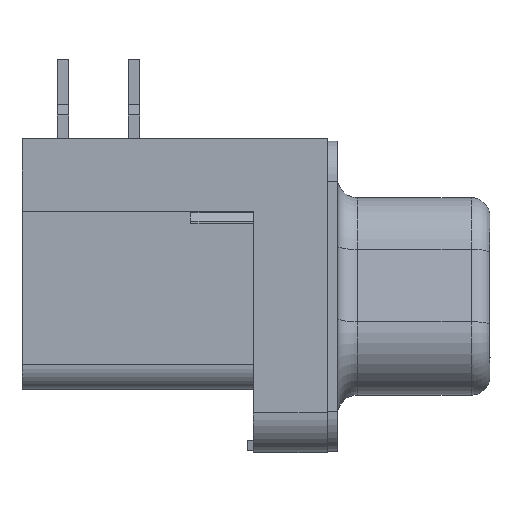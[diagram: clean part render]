
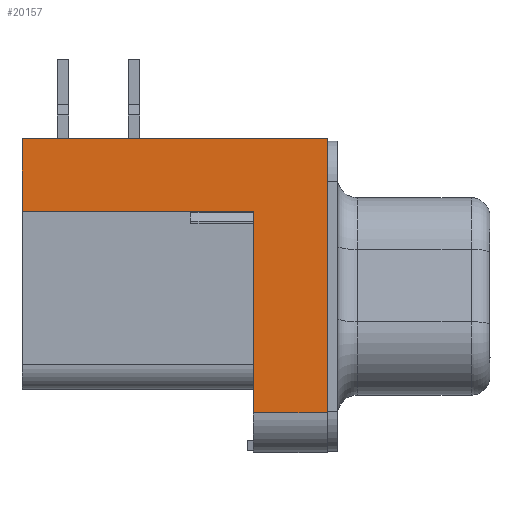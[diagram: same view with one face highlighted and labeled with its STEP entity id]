
A CAD part, left-side view. The second image highlights one B-rep face of the part: STEP entity #20157.
In plain terms, the highlighted planar face has unit normal (-1, 0, 0).
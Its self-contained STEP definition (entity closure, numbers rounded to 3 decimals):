
#23=DIRECTION('',(0.,0.,1.));
#24=VECTOR('',#23,10.95);
#25=CARTESIAN_POINT('',(-26.515,0.,-10.95));
#26=LINE('1087',#25,#24);
#116=DIRECTION('',(0.,1.,0.));
#117=VECTOR('',#116,12.2);
#118=CARTESIAN_POINT('',(-26.515,0.,0.));
#119=LINE('1104',#118,#117);
#154=DIRECTION('',(0.,0.,1.));
#155=VECTOR('',#154,2.9);
#156=CARTESIAN_POINT('',(-26.515,12.2,-2.9));
#157=LINE('1094',#156,#155);
#993=DIRECTION('',(0.,0.,1.));
#994=VECTOR('',#993,8.05);
#995=CARTESIAN_POINT('',(-26.515,2.95,-10.95));
#996=LINE('1099',#995,#994);
#1235=DIRECTION('',(0.,1.,0.));
#1236=VECTOR('',#1235,9.25);
#1237=CARTESIAN_POINT('',(-26.515,2.95,-2.9));
#1238=LINE('1100',#1237,#1236);
#1239=DIRECTION('',(0.,1.,0.));
#1240=VECTOR('',#1239,2.95);
#1241=CARTESIAN_POINT('',(-26.515,0.,-10.95));
#1242=LINE('1093',#1241,#1240);
#15710=CARTESIAN_POINT('',(-26.515,0.,-10.95));
#15712=VERTEX_POINT('',#15710);
#15713=CARTESIAN_POINT('',(-26.515,0.,0.));
#15714=VERTEX_POINT('',#15713);
#15720=CARTESIAN_POINT('',(-26.515,2.95,-10.95));
#15722=VERTEX_POINT('',#15720);
#15723=CARTESIAN_POINT('',(-26.515,12.2,-2.9));
#15724=CARTESIAN_POINT('',(-26.515,12.2,0.));
#15725=VERTEX_POINT('',#15723);
#15726=VERTEX_POINT('',#15724);
#15737=CARTESIAN_POINT('',(-26.515,2.95,-2.9));
#15738=VERTEX_POINT('',#15737);
#20143=CARTESIAN_POINT('',(-26.515,0.,-10.95));
#20144=DIRECTION('',(-1.,0.,0.));
#20145=DIRECTION('',(0.,0.,1.));
#20146=AXIS2_PLACEMENT_3D('',#20143,#20144,#20145);
#20147=PLANE('10',#20146);
#20148=ORIENTED_EDGE('1099',*,*,#19870,.T.);
#20149=ORIENTED_EDGE('1100',*,*,#20016,.T.);
#20150=ORIENTED_EDGE('1094',*,*,#19124,.T.);
#20151=ORIENTED_EDGE('1104',*,*,#19077,.F.);
#20152=ORIENTED_EDGE('1087',*,*,#18945,.F.);
#20154=ORIENTED_EDGE('1093',*,*,#20153,.T.);
#20155=EDGE_LOOP('10',(#20148,#20149,#20150,#20151,#20152,#20154));
#20156=FACE_OUTER_BOUND('10',#20155,.F.);
#20157=ADVANCED_FACE('10',(#20156),#20147,.T.);
#18945=EDGE_CURVE('1087',#15712,#15714,#26,.T.);
#19077=EDGE_CURVE('1104',#15714,#15726,#119,.T.);
#19124=EDGE_CURVE('1094',#15725,#15726,#157,.T.);
#19870=EDGE_CURVE('1099',#15722,#15738,#996,.T.);
#20016=EDGE_CURVE('1100',#15738,#15725,#1238,.T.);
#20153=EDGE_CURVE('1093',#15712,#15722,#1242,.T.);
